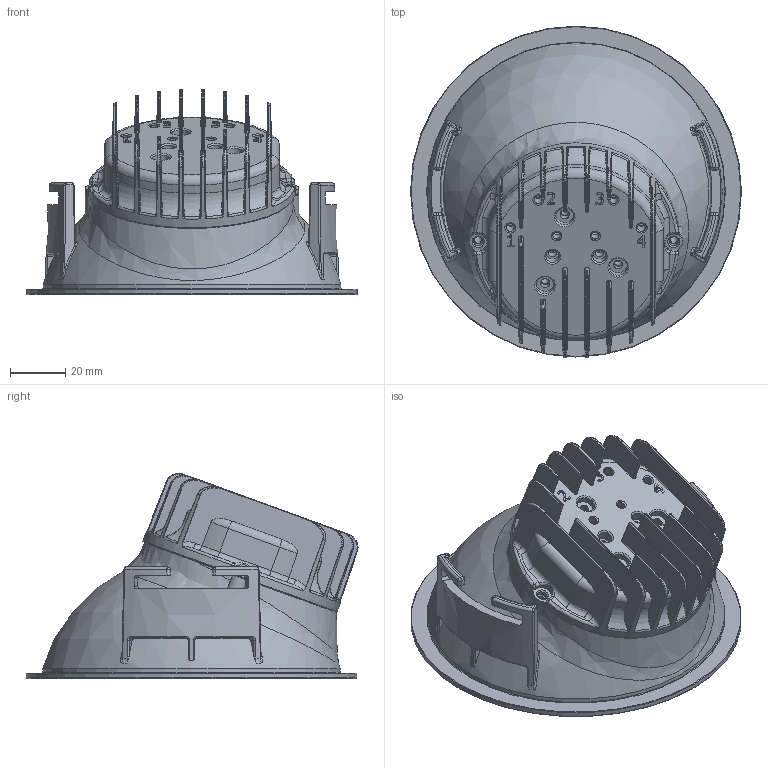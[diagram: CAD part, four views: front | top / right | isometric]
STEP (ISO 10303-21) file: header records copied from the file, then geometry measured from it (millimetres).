
FILE_DESCRIPTION(/* description */ ('This is a sample STEP configuration'),/* implementation_level */ '2;1');
FILE_NAME(/* name */ '573-02xxxxxxxxxxx SIMPLE.ipt_Rev_00.1.stp',/* time_stamp */ '2023-05-02T12:46:37+02:00',/* author */ ('powerJobs'),/* organization */ ('coolOrange'),/* preprocessor_version */ 'ST-DEVELOPER v19.2',/* originating_system */ 'Autodesk Inventor 2023',/* authorisation */ '');
FILE_SCHEMA (('AUTOMOTIVE_DESIGN { 1 0 10303 214 3 1 1 }'));
Products named in the file (1): ENG000028544
Bounding box: 120.06 x 120.44 x 74.39 mm (x, y, z)
Volume: 119169.7 mm3; surface area: 80736.2 mm2
Topology: 27 solids, 27 shells, 4533 faces, 11294 edges, 6885 vertices
Faces by surface type: bspline 2079, plane 1369, cylinder 771, torus 142, cone 141, sphere 31
Full cylindrical faces by diameter (mm): 0.35 x128, 1 x7, 1.35 x4, 2.2 x4, 2.7 x7, 3 x6, 3.4 x5, 4.8 x2, 5 x1, 5.2 x6, 6.5 x3, 6.9 x1, 10.2 x1, 28 x1, 30 x2, 44.8 x1
Entity records: 249785 total; most frequent: CARTESIAN_POINT 152770, ORIENTED_EDGE 22528, DIRECTION 16606, EDGE_CURVE 11264, VERTEX_POINT 6882, AXIS2_PLACEMENT_3D 6343, EDGE_LOOP 4792, FACE_OUTER_BOUND 4530
